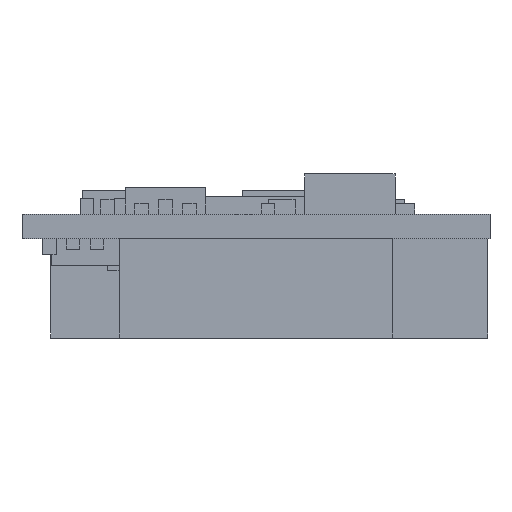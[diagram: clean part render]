
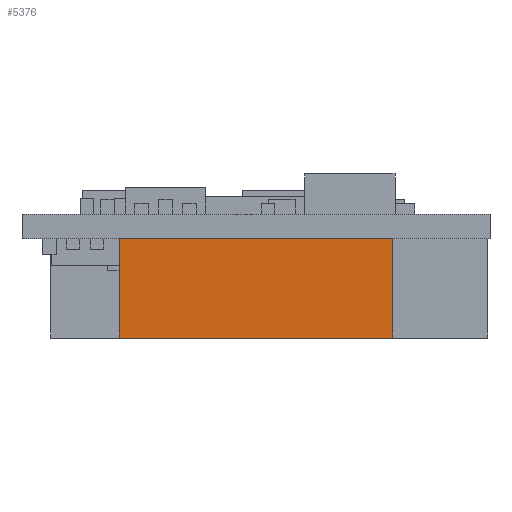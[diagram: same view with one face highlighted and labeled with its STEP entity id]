
A CAD part, front view. The second image highlights one B-rep face of the part: STEP entity #5376.
In plain terms, the highlighted planar face has unit normal (0, -1, 0).
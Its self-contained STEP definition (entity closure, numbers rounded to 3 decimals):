
#370=FACE_OUTER_BOUND('',#669,.T.);
#669=EDGE_LOOP('',(#4477,#4478,#4479,#4480));
#1417=LINE('',#8431,#2126);
#1422=LINE('',#8441,#2131);
#1423=LINE('',#8444,#2132);
#1424=LINE('',#8445,#2133);
#2126=VECTOR('',#6940,1.);
#2131=VECTOR('',#6949,1.);
#2132=VECTOR('',#6952,10.);
#2133=VECTOR('',#6953,1.);
#2614=VERTEX_POINT('',#8425);
#2616=VERTEX_POINT('',#8429);
#2619=VERTEX_POINT('',#8439);
#2620=VERTEX_POINT('',#8443);
#3313=EDGE_CURVE('',#2616,#2614,#1417,.T.);
#3318=EDGE_CURVE('',#2619,#2616,#1422,.T.);
#3319=EDGE_CURVE('',#2614,#2620,#1423,.T.);
#3320=EDGE_CURVE('',#2619,#2620,#1424,.T.);
#4477=ORIENTED_EDGE('',*,*,#3319,.F.);
#4478=ORIENTED_EDGE('',*,*,#3313,.F.);
#4479=ORIENTED_EDGE('',*,*,#3318,.F.);
#4480=ORIENTED_EDGE('',*,*,#3320,.T.);
#5081=PLANE('',#5698);
#5376=ADVANCED_FACE('',(#370),#5081,.T.);
#5698=AXIS2_PLACEMENT_3D('',#8442,#6950,#6951);
#6940=DIRECTION('',(0.,0.,1.));
#6949=DIRECTION('',(-1.,0.,0.));
#6950=DIRECTION('center_axis',(0.,-1.,0.));
#6951=DIRECTION('ref_axis',(0.,0.,
1.));
#6952=DIRECTION('',(1.,0.,0.));
#6953=DIRECTION('',(0.,0.,1.));
#8425=CARTESIAN_POINT('',(-5.075,-12.72,-0.899));
#8429=CARTESIAN_POINT('',(-5.075,-12.72,-4.599));
#8431=CARTESIAN_POINT('',(-5.075,-12.72,-2.749));
#8439=CARTESIAN_POINT('',(5.075,-12.72,-4.599));
#8441=CARTESIAN_POINT('',(0.,-12.72,-4.599));
#8442=CARTESIAN_POINT('Origin',(5.075,-12.72,-0.899));
#8443=CARTESIAN_POINT('',(5.075,-12.72,-0.899));
#8444=CARTESIAN_POINT('',(2.538,-12.72,-0.899));
#8445=CARTESIAN_POINT('',(5.075,-12.72,-2.749));
